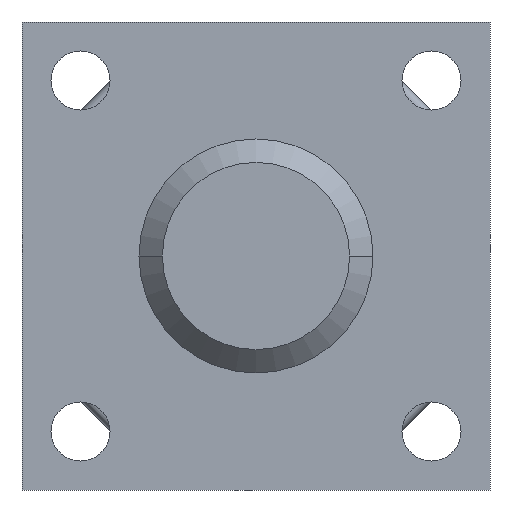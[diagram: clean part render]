
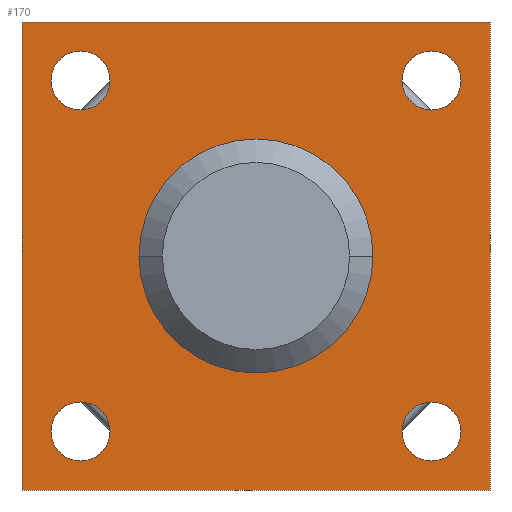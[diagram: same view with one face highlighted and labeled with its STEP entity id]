
A CAD part, left-side view. The second image highlights one B-rep face of the part: STEP entity #170.
In plain terms, the highlighted planar face has unit normal (-1, 0, 0).
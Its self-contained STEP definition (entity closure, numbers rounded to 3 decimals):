
#170 = ADVANCED_FACE( '', ( #272, #273, #274, #275, #276, #277 ), #278, .F. );
#272 = FACE_BOUND( '', #378, .T. );
#273 = FACE_BOUND( '', #379, .T. );
#274 = FACE_BOUND( '', #380, .T. );
#275 = FACE_BOUND( '', #381, .T. );
#276 = FACE_OUTER_BOUND( '', #382, .T. );
#277 = FACE_BOUND( '', #383, .T. );
#278 = PLANE( '', #384 );
#378 = EDGE_LOOP( '', ( #720, #721 ) );
#379 = EDGE_LOOP( '', ( #722, #723 ) );
#380 = EDGE_LOOP( '', ( #724, #725 ) );
#381 = EDGE_LOOP( '', ( #726, #727 ) );
#382 = EDGE_LOOP( '', ( #728, #729, #730, #731 ) );
#383 = EDGE_LOOP( '', ( #732, #733 ) );
#384 = AXIS2_PLACEMENT_3D( '', #734, #735, #736 );
#720 = ORIENTED_EDGE( '', *, *, #823, .T. );
#721 = ORIENTED_EDGE( '', *, *, #819, .T. );
#722 = ORIENTED_EDGE( '', *, *, #825, .T. );
#723 = ORIENTED_EDGE( '', *, *, #815, .T. );
#724 = ORIENTED_EDGE( '', *, *, #827, .T. );
#725 = ORIENTED_EDGE( '', *, *, #811, .T. );
#726 = ORIENTED_EDGE( '', *, *, #829, .T. );
#727 = ORIENTED_EDGE( '', *, *, #807, .T. );
#728 = ORIENTED_EDGE( '', *, *, #843, .F. );
#729 = ORIENTED_EDGE( '', *, *, #834, .F. );
#730 = ORIENTED_EDGE( '', *, *, #838, .F. );
#731 = ORIENTED_EDGE( '', *, *, #841, .F. );
#732 = ORIENTED_EDGE( '', *, *, #831, .T. );
#733 = ORIENTED_EDGE( '', *, *, #803, .T. );
#734 = CARTESIAN_POINT( '', ( -15., 0., 0. ) );
#735 = DIRECTION( '', ( 1., 0., 0. ) );
#736 = DIRECTION( '', ( 0., 0., -1. ) );
#803 = EDGE_CURVE( '', #953, #950, #954, .T. );
#807 = EDGE_CURVE( '', #961, #958, #962, .T. );
#811 = EDGE_CURVE( '', #969, #966, #970, .T. );
#815 = EDGE_CURVE( '', #977, #974, #978, .T. );
#819 = EDGE_CURVE( '', #985, #982, #986, .T. );
#823 = EDGE_CURVE( '', #982, #985, #991, .T. );
#825 = EDGE_CURVE( '', #974, #977, #993, .T. );
#827 = EDGE_CURVE( '', #966, #969, #995, .T. );
#829 = EDGE_CURVE( '', #958, #961, #997, .T. );
#831 = EDGE_CURVE( '', #950, #953, #999, .T. );
#834 = EDGE_CURVE( '', #1003, #1005, #1006, .T. );
#838 = EDGE_CURVE( '', #1010, #1003, #1012, .T. );
#841 = EDGE_CURVE( '', #1015, #1010, #1017, .T. );
#843 = EDGE_CURVE( '', #1005, #1015, #1019, .T. );
#950 = VERTEX_POINT( '', #1146 );
#953 = VERTEX_POINT( '', #1150 );
#954 = CIRCLE( '', #1151, 20. );
#958 = VERTEX_POINT( '', #1156 );
#961 = VERTEX_POINT( '', #1160 );
#962 = CIRCLE( '', #1161, 5.053 );
#966 = VERTEX_POINT( '', #1166 );
#969 = VERTEX_POINT( '', #1170 );
#970 = CIRCLE( '', #1171, 5.053 );
#974 = VERTEX_POINT( '', #1176 );
#977 = VERTEX_POINT( '', #1180 );
#978 = CIRCLE( '', #1181, 5.053 );
#982 = VERTEX_POINT( '', #1186 );
#985 = VERTEX_POINT( '', #1190 );
#986 = CIRCLE( '', #1191, 5.053 );
#991 = CIRCLE( '', #1197, 5.053 );
#993 = CIRCLE( '', #1199, 5.053 );
#995 = CIRCLE( '', #1201, 5.053 );
#997 = CIRCLE( '', #1203, 5.053 );
#999 = CIRCLE( '', #1205, 20. );
#1003 = VERTEX_POINT( '', #1210 );
#1005 = VERTEX_POINT( '', #1213 );
#1006 = LINE( '', #1214, #1215 );
#1010 = VERTEX_POINT( '', #1221 );
#1012 = LINE( '', #1224, #1225 );
#1015 = VERTEX_POINT( '', #1229 );
#1017 = LINE( '', #1232, #1233 );
#1019 = LINE( '', #1236, #1237 );
#1146 = CARTESIAN_POINT( '', ( -15., 0., -20. ) );
#1150 = CARTESIAN_POINT( '', ( -15., 0., 20. ) );
#1151 = AXIS2_PLACEMENT_3D( '', #1394, #1395, #1396 );
#1156 = CARTESIAN_POINT( '', ( -15., 30., 24.947 ) );
#1160 = CARTESIAN_POINT( '', ( -15., 30., 35.053 ) );
#1161 = AXIS2_PLACEMENT_3D( '', #1402, #1403, #1404 );
#1166 = CARTESIAN_POINT( '', ( -15., -30., -35.053 ) );
#1170 = CARTESIAN_POINT( '', ( -15., -30., -24.947 ) );
#1171 = AXIS2_PLACEMENT_3D( '', #1410, #1411, #1412 );
#1176 = CARTESIAN_POINT( '', ( -15., 30., -35.053 ) );
#1180 = CARTESIAN_POINT( '', ( -15., 30., -24.947 ) );
#1181 = AXIS2_PLACEMENT_3D( '', #1418, #1419, #1420 );
#1186 = CARTESIAN_POINT( '', ( -15., -30., 24.947 ) );
#1190 = CARTESIAN_POINT( '', ( -15., -30., 35.053 ) );
#1191 = AXIS2_PLACEMENT_3D( '', #1426, #1427, #1428 );
#1197 = AXIS2_PLACEMENT_3D( '', #1436, #1437, #1438 );
#1199 = AXIS2_PLACEMENT_3D( '', #1442, #1443, #1444 );
#1201 = AXIS2_PLACEMENT_3D( '', #1448, #1449, #1450 );
#1203 = AXIS2_PLACEMENT_3D( '', #1454, #1455, #1456 );
#1205 = AXIS2_PLACEMENT_3D( '', #1460, #1461, #1462 );
#1210 = CARTESIAN_POINT( '', ( -15., 40., -40. ) );
#1213 = CARTESIAN_POINT( '', ( -15., 40., 40. ) );
#1214 = CARTESIAN_POINT( '', ( -15., 40., -40. ) );
#1215 = VECTOR( '', #1465, 1. );
#1221 = CARTESIAN_POINT( '', ( -15., -40., -40. ) );
#1224 = CARTESIAN_POINT( '', ( -15., -40., -40. ) );
#1225 = VECTOR( '', #1469, 1. );
#1229 = CARTESIAN_POINT( '', ( -15., -40., 40. ) );
#1232 = CARTESIAN_POINT( '', ( -15., -40., 40. ) );
#1233 = VECTOR( '', #1472, 1. );
#1236 = CARTESIAN_POINT( '', ( -15., 40., 40. ) );
#1237 = VECTOR( '', #1474, 1. );
#1394 = CARTESIAN_POINT( '', ( -15., 0., 0. ) );
#1395 = DIRECTION( '', ( 1., 0., 0. ) );
#1396 = DIRECTION( '', ( 0., 0., -1. ) );
#1402 = CARTESIAN_POINT( '', ( -15., 30., 30. ) );
#1403 = DIRECTION( '', ( 1., 0., 0. ) );
#1404 = DIRECTION( '', ( 0., 0., -1. ) );
#1410 = CARTESIAN_POINT( '', ( -15., -30., -30. ) );
#1411 = DIRECTION( '', ( 1., 0., 0. ) );
#1412 = DIRECTION( '', ( 0., 0., -1. ) );
#1418 = CARTESIAN_POINT( '', ( -15., 30., -30. ) );
#1419 = DIRECTION( '', ( 1., 0., 0. ) );
#1420 = DIRECTION( '', ( 0., 0., -1. ) );
#1426 = CARTESIAN_POINT( '', ( -15., -30., 30. ) );
#1427 = DIRECTION( '', ( 1., 0., 0. ) );
#1428 = DIRECTION( '', ( 0., 0., -1. ) );
#1436 = CARTESIAN_POINT( '', ( -15., -30., 30. ) );
#1437 = DIRECTION( '', ( 1., 0., 0. ) );
#1438 = DIRECTION( '', ( 0., 0., -1. ) );
#1442 = CARTESIAN_POINT( '', ( -15., 30., -30. ) );
#1443 = DIRECTION( '', ( 1., 0., 0. ) );
#1444 = DIRECTION( '', ( 0., 0., -1. ) );
#1448 = CARTESIAN_POINT( '', ( -15., -30., -30. ) );
#1449 = DIRECTION( '', ( 1., 0., 0. ) );
#1450 = DIRECTION( '', ( 0., 0., -1. ) );
#1454 = CARTESIAN_POINT( '', ( -15., 30., 30. ) );
#1455 = DIRECTION( '', ( 1., 0., 0. ) );
#1456 = DIRECTION( '', ( 0., 0., -1. ) );
#1460 = CARTESIAN_POINT( '', ( -15., 0., 0. ) );
#1461 = DIRECTION( '', ( 1., 0., 0. ) );
#1462 = DIRECTION( '', ( 0., 0., -1. ) );
#1465 = DIRECTION( '', ( 0., 0., 1. ) );
#1469 = DIRECTION( '', ( 0., 1., 0. ) );
#1472 = DIRECTION( '', ( 0., 0., -1. ) );
#1474 = DIRECTION( '', ( 0., -1., 0. ) );
